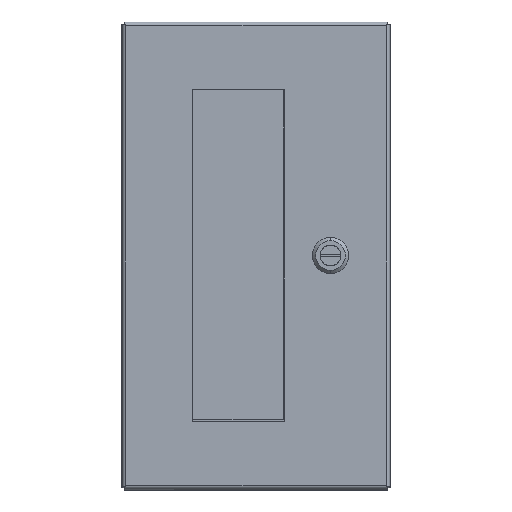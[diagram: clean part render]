
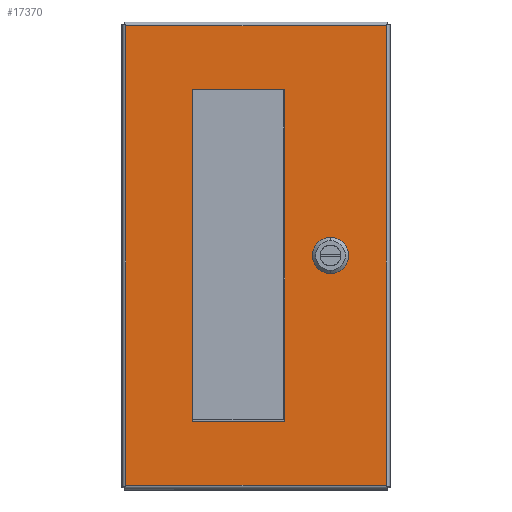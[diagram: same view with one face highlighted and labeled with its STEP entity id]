
A CAD part, front view. The second image highlights one B-rep face of the part: STEP entity #17370.
In plain terms, the highlighted planar face has unit normal (0, -1, 0).
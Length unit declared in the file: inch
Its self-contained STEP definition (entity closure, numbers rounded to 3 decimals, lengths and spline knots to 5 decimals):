
#93 = CARTESIAN_POINT ( 'NONE',  ( 2.028, -1.796, -6.684 ) ) ;
#559 = CARTESIAN_POINT ( 'NONE',  ( 2.6545, -1.796, -7.3105 ) ) ;
#587 = EDGE_CURVE ( 'NONE', #28626, #26754, #8139, .T. ) ;
#689 = LINE ( 'NONE', #11293, #25609 ) ;
#976 = ORIENTED_EDGE ( 'NONE', *, *, #4595, .T. ) ;
#1048 = CARTESIAN_POINT ( 'NONE',  ( 3.947, -1.796, -0.108 ) ) ;
#1434 = FACE_BOUND ( 'NONE', #27356, .T. ) ;
#1459 = CARTESIAN_POINT ( 'NONE',  ( 3.947, -1.796, -14.051 ) ) ;
#1725 = DIRECTION ( 'NONE',  ( 0., -1., 0. ) ) ;
#1726 = LINE ( 'NONE', #13062, #15971 ) ;
#1869 = EDGE_CURVE ( 'NONE', #27099, #21340, #27588, .T. ) ;
#2069 = CARTESIAN_POINT ( 'NONE',  ( 2.028, -1.796, -7.475 ) ) ;
#2405 = CARTESIAN_POINT ( 'NONE',  ( -3.946, -1.796, -0.108 ) ) ;
#2689 = VECTOR ( 'NONE', #21250, 39.37008 ) ;
#2727 = LINE ( 'NONE', #559, #11509 ) ;
#3073 = DIRECTION ( 'NONE',  ( 0., 0., -1. ) ) ;
#3322 = EDGE_CURVE ( 'NONE', #12456, #21952, #26845, .T. ) ;
#3517 = DIRECTION ( 'NONE',  ( 1., 0., 0. ) ) ;
#3552 = ORIENTED_EDGE ( 'NONE', *, *, #587, .T. ) ;
#3889 = DIRECTION ( 'NONE',  ( 0., 0., -1. ) ) ;
#4106 = VECTOR ( 'NONE', #11189, 39.37008 ) ;
#4168 = CARTESIAN_POINT ( 'NONE',  ( 1.8635, -1.796, -7.3105 ) ) ;
#4595 = EDGE_CURVE ( 'NONE', #16316, #28626, #12243, .T. ) ;
#4611 = EDGE_CURVE ( 'NONE', #21952, #27099, #18641, .T. ) ;
#4829 = EDGE_CURVE ( 'NONE', #13343, #16456, #7290, .T. ) ;
#5194 = EDGE_CURVE ( 'NONE', #21340, #12456, #13503, .T. ) ;
#5208 = CARTESIAN_POINT ( 'NONE',  ( -1.9195, -1.796, -14.051 ) ) ;
#5606 = ORIENTED_EDGE ( 'NONE', *, *, #3322, .T. ) ;
#6039 = DIRECTION ( 'NONE',  ( -1., 0., 0. ) ) ;
#6100 = EDGE_CURVE ( 'NONE', #24573, #16316, #7156, .T. ) ;
#6374 = VECTOR ( 'NONE', #6943, 39.37008 ) ;
#6534 = ORIENTED_EDGE ( 'NONE', *, *, #5194, .T. ) ;
#6562 = VERTEX_POINT ( 'NONE', #18293 ) ;
#6689 = CARTESIAN_POINT ( 'NONE',  ( 0.871, -1.796, -2.059 ) ) ;
#6865 = DIRECTION ( 'NONE',  ( 1., 0., 0. ) ) ;
#6943 = DIRECTION ( 'NONE',  ( 0., 0., -1. ) ) ;
#7147 = EDGE_CURVE ( 'NONE', #26754, #24573, #26089, .T. ) ;
#7156 = LINE ( 'NONE', #24590, #12078 ) ;
#7222 = CARTESIAN_POINT ( 'NONE',  ( 0.871, -1.796, -12.1 ) ) ;
#7290 = LINE ( 'NONE', #9621, #14334 ) ;
#7728 = ORIENTED_EDGE ( 'NONE', *, *, #12811, .T. ) ;
#7973 = FACE_OUTER_BOUND ( 'NONE', #21494, .T. ) ;
#8139 = LINE ( 'NONE', #1459, #17162 ) ;
#8568 = ORIENTED_EDGE ( 'NONE', *, *, #7147, .T. ) ;
#9211 = CARTESIAN_POINT ( 'NONE',  ( 3.947, -1.796, -14.051 ) ) ;
#9414 = DIRECTION ( 'NONE',  ( -0.707, 0., -0.707 ) ) ;
#9621 = CARTESIAN_POINT ( 'NONE',  ( 2.49, -1.796, -6.684 ) ) ;
#9654 = CARTESIAN_POINT ( 'NONE',  ( -1.9195, -1.796, -2.059 ) ) ;
#9753 = CARTESIAN_POINT ( 'NONE',  ( 2.028, -1.796, -6.684 ) ) ;
#9846 = CARTESIAN_POINT ( 'NONE',  ( -1.9195, -1.796, -12.1 ) ) ;
#9936 = EDGE_CURVE ( 'NONE', #17891, #27319, #24811, .T. ) ;
#10341 = EDGE_CURVE ( 'NONE', #6562, #16152, #689, .T. ) ;
#11189 = DIRECTION ( 'NONE',  ( 1., 0., 0. ) ) ;
#11220 = CARTESIAN_POINT ( 'NONE',  ( 2.6545, -1.796, -7.3105 ) ) ;
#11293 = CARTESIAN_POINT ( 'NONE',  ( 2.028, -1.796, -7.475 ) ) ;
#11509 = VECTOR ( 'NONE', #9414, 39.37008 ) ;
#11907 = DIRECTION ( 'NONE',  ( 0., 0., 1. ) ) ;
#12042 = CARTESIAN_POINT ( 'NONE',  ( -3.946, -1.796, -14.051 ) ) ;
#12078 = VECTOR ( 'NONE', #3073, 39.37008 ) ;
#12243 = LINE ( 'NONE', #14562, #20326 ) ;
#12456 = VERTEX_POINT ( 'NONE', #6689 ) ;
#12620 = FACE_BOUND ( 'NONE', #23053, .T. ) ;
#12811 = EDGE_CURVE ( 'NONE', #13288, #16225, #1726, .T. ) ;
#13062 = CARTESIAN_POINT ( 'NONE',  ( 2.6545, -1.796, -7.3105 ) ) ;
#13288 = VERTEX_POINT ( 'NONE', #28290 ) ;
#13343 = VERTEX_POINT ( 'NONE', #93 ) ;
#13482 = CARTESIAN_POINT ( 'NONE',  ( 1.8635, -1.796, -6.8485 ) ) ;
#13483 = ORIENTED_EDGE ( 'NONE', *, *, #18556, .T. ) ;
#13503 = LINE ( 'NONE', #22214, #4106 ) ;
#13750 = LINE ( 'NONE', #22600, #25298 ) ;
#13884 = ORIENTED_EDGE ( 'NONE', *, *, #6100, .T. ) ;
#13960 = DIRECTION ( 'NONE',  ( 0.707, 0., 0.707 ) ) ;
#14334 = VECTOR ( 'NONE', #6865, 39.37008 ) ;
#14562 = CARTESIAN_POINT ( 'NONE',  ( -3.946, -1.796, -14.051 ) ) ;
#14717 = CARTESIAN_POINT ( 'NONE',  ( -3.946, -1.796, -12.1 ) ) ;
#14810 = DIRECTION ( 'NONE',  ( 0., 0., -1. ) ) ;
#15326 = EDGE_CURVE ( 'NONE', #16456, #13288, #13750, .T. ) ;
#15731 = ORIENTED_EDGE ( 'NONE', *, *, #1869, .T. ) ;
#15971 = VECTOR ( 'NONE', #14810, 39.37008 ) ;
#16152 = VERTEX_POINT ( 'NONE', #2069 ) ;
#16225 = VERTEX_POINT ( 'NONE', #11220 ) ;
#16316 = VERTEX_POINT ( 'NONE', #12042 ) ;
#16456 = VERTEX_POINT ( 'NONE', #22178 ) ;
#16829 = CARTESIAN_POINT ( 'NONE',  ( -3.946, -1.796, -14.051 ) ) ;
#17162 = VECTOR ( 'NONE', #26155, 39.37008 ) ;
#17370 = ADVANCED_FACE ( 'NONE', ( #7973, #1434, #12620 ), #28019, .T. ) ;
#17383 = DIRECTION ( 'NONE',  ( -0.707, 0., 0.707 ) ) ;
#17696 = CARTESIAN_POINT ( 'NONE',  ( 0.871, -1.796, -14.051 ) ) ;
#17891 = VERTEX_POINT ( 'NONE', #19485 ) ;
#17916 = ORIENTED_EDGE ( 'NONE', *, *, #4611, .T. ) ;
#18293 = CARTESIAN_POINT ( 'NONE',  ( 2.49, -1.796, -7.475 ) ) ;
#18311 = ORIENTED_EDGE ( 'NONE', *, *, #28065, .T. ) ;
#18556 = EDGE_CURVE ( 'NONE', #16225, #6562, #2727, .T. ) ;
#18641 = LINE ( 'NONE', #14717, #2689 ) ;
#18857 = AXIS2_PLACEMENT_3D ( 'NONE', #16829, #1725, #3889 ) ;
#19122 = LINE ( 'NONE', #4168, #24529 ) ;
#19485 = CARTESIAN_POINT ( 'NONE',  ( 1.8635, -1.796, -7.3105 ) ) ;
#19606 = EDGE_CURVE ( 'NONE', #16152, #17891, #19122, .T. ) ;
#19856 = CARTESIAN_POINT ( 'NONE',  ( 1.8635, -1.796, -6.8485 ) ) ;
#20004 = DIRECTION ( 'NONE',  ( 0.707, 0., -0.707 ) ) ;
#20297 = DIRECTION ( 'NONE',  ( -1., 0., 0. ) ) ;
#20310 = DIRECTION ( 'NONE',  ( 0., 0., 1. ) ) ;
#20326 = VECTOR ( 'NONE', #3517, 39.37008 ) ;
#20389 = ORIENTED_EDGE ( 'NONE', *, *, #10341, .T. ) ;
#20919 = LINE ( 'NONE', #9753, #22812 ) ;
#21017 = VECTOR ( 'NONE', #11907, 39.37008 ) ;
#21214 = ORIENTED_EDGE ( 'NONE', *, *, #4829, .T. ) ;
#21250 = DIRECTION ( 'NONE',  ( -1., 0., 0. ) ) ;
#21309 = VECTOR ( 'NONE', #6039, 39.37008 ) ;
#21340 = VERTEX_POINT ( 'NONE', #9654 ) ;
#21494 = EDGE_LOOP ( 'NONE', ( #3552, #8568, #13884, #976 ) ) ;
#21952 = VERTEX_POINT ( 'NONE', #7222 ) ;
#22124 = ORIENTED_EDGE ( 'NONE', *, *, #15326, .T. ) ;
#22178 = CARTESIAN_POINT ( 'NONE',  ( 2.49, -1.796, -6.684 ) ) ;
#22214 = CARTESIAN_POINT ( 'NONE',  ( -3.946, -1.796, -2.059 ) ) ;
#22600 = CARTESIAN_POINT ( 'NONE',  ( 2.49, -1.796, -6.684 ) ) ;
#22812 = VECTOR ( 'NONE', #13960, 39.37008 ) ;
#23053 = EDGE_LOOP ( 'NONE', ( #6534, #5606, #17916, #15731 ) ) ;
#24177 = ORIENTED_EDGE ( 'NONE', *, *, #9936, .T. ) ;
#24529 = VECTOR ( 'NONE', #17383, 39.37008 ) ;
#24573 = VERTEX_POINT ( 'NONE', #2405 ) ;
#24590 = CARTESIAN_POINT ( 'NONE',  ( -3.946, -1.796, -14.051 ) ) ;
#24811 = LINE ( 'NONE', #13482, #26068 ) ;
#25298 = VECTOR ( 'NONE', #20004, 39.37008 ) ;
#25609 = VECTOR ( 'NONE', #20297, 39.37008 ) ;
#25945 = CARTESIAN_POINT ( 'NONE',  ( -3.946, -1.796, -0.108 ) ) ;
#26068 = VECTOR ( 'NONE', #20310, 39.37008 ) ;
#26089 = LINE ( 'NONE', #25945, #21309 ) ;
#26155 = DIRECTION ( 'NONE',  ( 0., 0., 1. ) ) ;
#26754 = VERTEX_POINT ( 'NONE', #1048 ) ;
#26845 = LINE ( 'NONE', #17696, #6374 ) ;
#26846 = ORIENTED_EDGE ( 'NONE', *, *, #19606, .T. ) ;
#27099 = VERTEX_POINT ( 'NONE', #9846 ) ;
#27319 = VERTEX_POINT ( 'NONE', #19856 ) ;
#27356 = EDGE_LOOP ( 'NONE', ( #24177, #18311, #21214, #22124, #7728, #13483, #20389, #26846 ) ) ;
#27588 = LINE ( 'NONE', #5208, #21017 ) ;
#28019 = PLANE ( 'NONE',  #18857 ) ;
#28065 = EDGE_CURVE ( 'NONE', #27319, #13343, #20919, .T. ) ;
#28290 = CARTESIAN_POINT ( 'NONE',  ( 2.6545, -1.796, -6.8485 ) ) ;
#28626 = VERTEX_POINT ( 'NONE', #9211 ) ;
